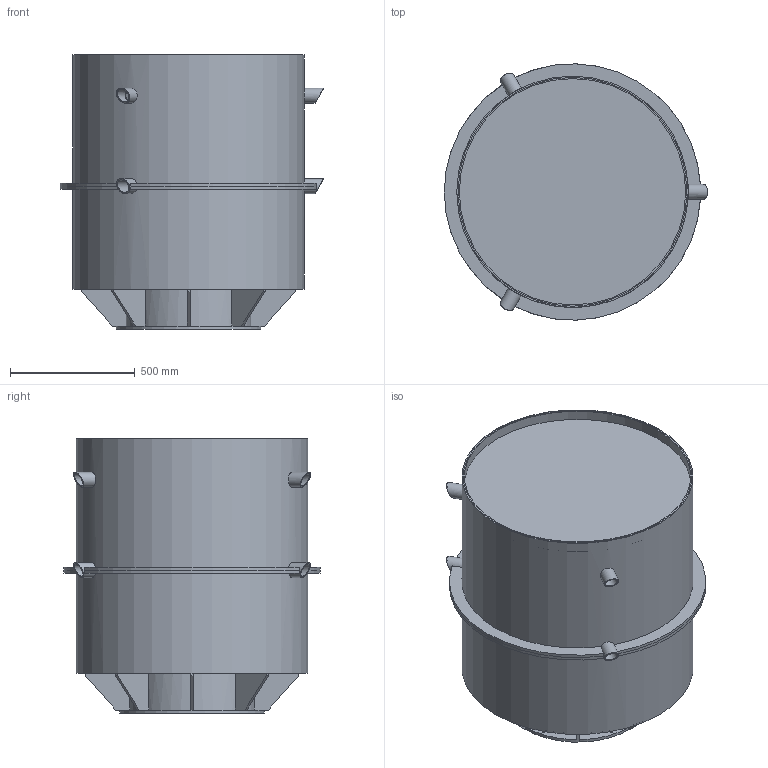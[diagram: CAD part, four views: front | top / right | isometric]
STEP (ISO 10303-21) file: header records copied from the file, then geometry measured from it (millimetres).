
FILE_DESCRIPTION(/* description */ ('VRV400'),/* implementation_level */ '2;1');
FILE_NAME(/* name */ 'VRV400_model.stp',/* time_stamp */ '2021-07-22T15:32:57+02:00',/* author */ ('Rissler'),/* organization */ ('Mietzsch GmbH Lufttechnik Dresden'),/* preprocessor_version */ 'ST-DEVELOPER v18.1',/* originating_system */ 'Autodesk Inventor 2020',/* authorisation */ '');
FILE_SCHEMA (('AUTOMOTIVE_DESIGN { 1 0 10303 214 3 1 1 }'));
Length unit declared in the file: millimetre
Products named in the file (1): VRV_iL_CSV
Bounding box: 1054 x 1025.63 x 1097 mm (x, y, z)
Volume: 25265957.8 mm3; surface area: 9830946.7 mm2
Topology: 15 solids, 15 shells, 157 faces, 384 edges, 255 vertices
Faces by surface type: plane 95, cylinder 62
Full cylindrical faces by diameter (mm): 10 x12, 50 x9, 60 x9, 494 x1, 500 x2, 580 x1, 906 x1, 916 x1, 926 x1
Entity records: 5510 total; most frequent: CARTESIAN_POINT 1569, DIRECTION 784, ORIENTED_EDGE 782, EDGE_CURVE 391, AXIS2_PLACEMENT_3D 280, VERTEX_POINT 255, LINE 224, VECTOR 224
